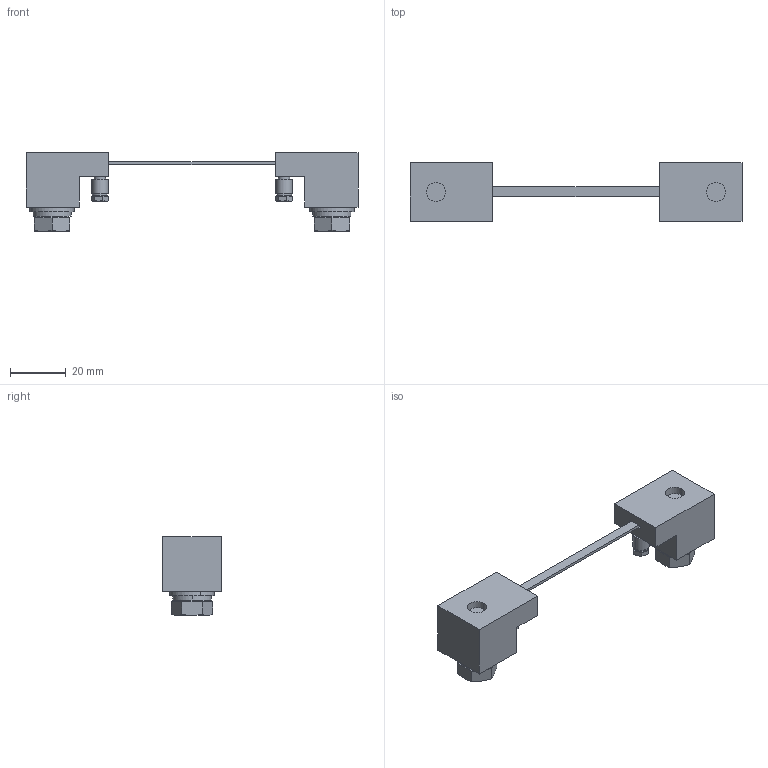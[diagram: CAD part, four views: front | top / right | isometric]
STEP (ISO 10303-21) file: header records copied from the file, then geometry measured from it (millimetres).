
FILE_DESCRIPTION (( 'STEP AP203' ), '1' );
FILE_NAME ('RTCS0010 75mV.STEP', '2021-09-07T08:33:32', ( '' ), ( '' ), 'SwSTEP 2.0', 'SolidWorks 2020', '' );
FILE_SCHEMA (( 'CONFIG_CONTROL_DESIGN' ));
Length unit declared in the file: millimetre
Products named in the file (8): RTCS0010 75mV; single coil lock washers light type gb_GB_FASTENER_WASHER_SSWL 3; 價极001; plain washers--product grade c gb_GB_FASTENER_WASHER_SMWC 8; hexagon head bolts-full thread gb_GB_FASTENER_BOLT_STBAB A M3X6-S; hexagon head bolts-full thread gb_GB_FASTENER_BOLT_STBAB A M8X20-S; single coil lock washers light type gb_GB_FASTENER_WASHER_SSWL 8; 萇郯极
Assembly tree (13 placements, depth 2):
  RTCS0010 75mV
    價极001  x2
    萇郯极
    plain washers--product grade c gb_GB_FASTENER_WASHER_SMWC 8  x2
    single coil lock washers light type gb_GB_FASTENER_WASHER_SSWL 8  x2
    hexagon head bolts-full thread gb_GB_FASTENER_BOLT_STBAB A M8X20-S  x2
    single coil lock washers light type gb_GB_FASTENER_WASHER_SSWL 3  x2
    hexagon head bolts-full thread gb_GB_FASTENER_BOLT_STBAB A M3X6-S  x2
Bounding box: 119 x 21 x 28.15 mm (x, y, z)
Volume: 22543.8 mm3; surface area: 12177.3 mm2
Topology: 13 solids, 13 shells, 728 faces, 1528 edges, 834 vertices
Faces by surface type: cone 396, cylinder 220, plane 112
Entity records: 10664 total; most frequent: DIRECTION 1834, CARTESIAN_POINT 1744, ORIENTED_EDGE 1536, EDGE_CURVE 768, AXIS2_PLACEMENT_3D 731, VERTEX_POINT 421, EDGE_LOOP 377, LINE 372
